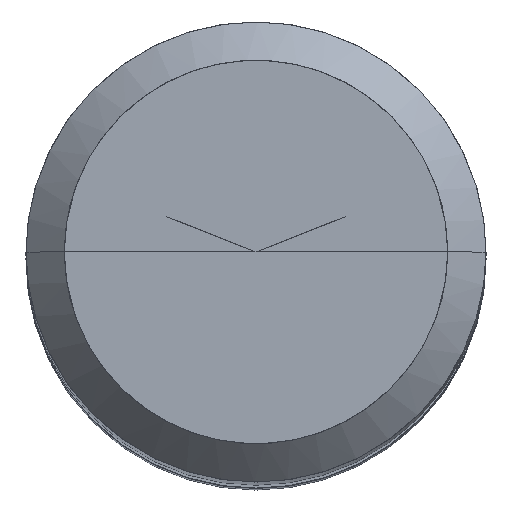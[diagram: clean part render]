
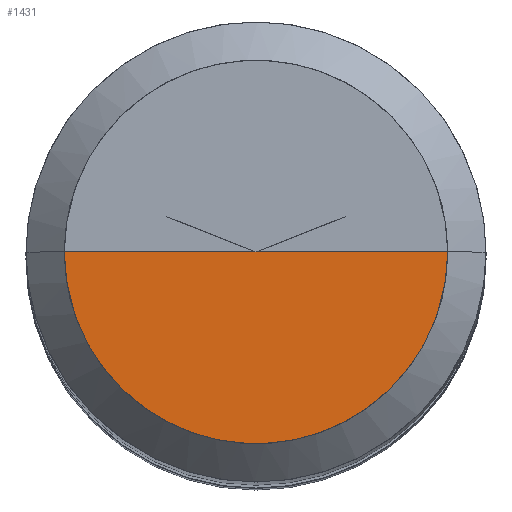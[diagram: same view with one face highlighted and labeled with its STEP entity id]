
A CAD part, top view. The second image highlights one B-rep face of the part: STEP entity #1431.
In plain terms, the highlighted free-form (B-spline) face has degree [1, 2] with [2, 5] control points.
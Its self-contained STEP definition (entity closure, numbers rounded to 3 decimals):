
#950=CARTESIAN_POINT('',(5.0,0.0,47.1));
#954=CARTESIAN_POINT('',(-5.0,0.0,47.1));
#955=CARTESIAN_POINT('',(0.0,0.0,47.1));
#971=CARTESIAN_POINT('',(-5.0,-5.0,47.1));
#972=CARTESIAN_POINT('',(0.0,-5.0,47.1));
#973=CARTESIAN_POINT('',(5.0,-5.0,47.1));
#1416=(
BOUNDED_SURFACE()
B_SPLINE_SURFACE(1,2,(
(#954,#971,#972,#973,#950),
(#955,#955,#955,#955,#955)
), .UNSPECIFIED.,.F.,.F.,.F.)
B_SPLINE_SURFACE_WITH_KNOTS((2,2),(3,2,3),(
0.0,1.0),(
0.0,0.5,1.0), .UNSPECIFIED.)
GEOMETRIC_REPRESENTATION_ITEM()
RATIONAL_B_SPLINE_SURFACE(((1.0,0.707,1.0,0.707,1.0),
(1.0,0.707,1.0,0.707,1.0)
))
REPRESENTATION_ITEM('')
SURFACE()
);
#1417=(
BOUNDED_CURVE()
B_SPLINE_CURVE(2,(#950,#973,#972,#971,#954),.UNSPECIFIED.,.F.,.F.)
B_SPLINE_CURVE_WITH_KNOTS((3,2,3),
(0.0,0.5,1.0),.UNSPECIFIED.)
CURVE()
GEOMETRIC_REPRESENTATION_ITEM()
RATIONAL_B_SPLINE_CURVE((1.0,0.707,1.0,0.707,1.0))
REPRESENTATION_ITEM('')
);
#1418=(
BOUNDED_CURVE()
B_SPLINE_CURVE(1,(#954,#955),.UNSPECIFIED.,.F.,.F.)
B_SPLINE_CURVE_WITH_KNOTS((2,2),
(0.0,1.0),.UNSPECIFIED.)
CURVE()
GEOMETRIC_REPRESENTATION_ITEM()
RATIONAL_B_SPLINE_CURVE((1.0,1.0))
REPRESENTATION_ITEM('')
);
#1419=(
BOUNDED_CURVE()
B_SPLINE_CURVE(1,(#955,#950),.UNSPECIFIED.,.F.,.F.)
B_SPLINE_CURVE_WITH_KNOTS((2,2),
(0.0,1.0),.UNSPECIFIED.)
CURVE()
GEOMETRIC_REPRESENTATION_ITEM()
RATIONAL_B_SPLINE_CURVE((1.0,1.0))
REPRESENTATION_ITEM('')
);
#1420=VERTEX_POINT('',#950);
#1421=VERTEX_POINT('',#954);
#1422=VERTEX_POINT('',#955);
#1423=EDGE_CURVE('',#1420,#1421,#1417,.T.);
#1424=EDGE_CURVE('',#1421,#1422,#1418,.T.);
#1425=EDGE_CURVE('',#1422,#1420,#1419,.T.);
#1426=ORIENTED_EDGE('',*,*,#1423,.T.);
#1427=ORIENTED_EDGE('',*,*,#1424,.T.);
#1428=ORIENTED_EDGE('',*,*,#1425,.T.);
#1429=EDGE_LOOP('',(#1426,#1427,#1428));
#1430=FACE_OUTER_BOUND('',#1429,.T.);
#1431=ADVANCED_FACE('',(#1430),#1416,.T.);
